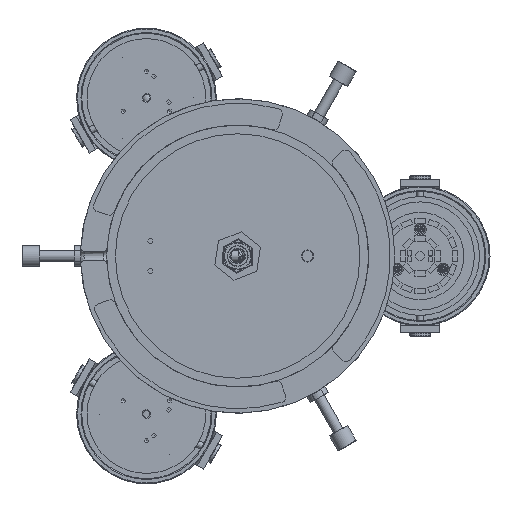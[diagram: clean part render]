
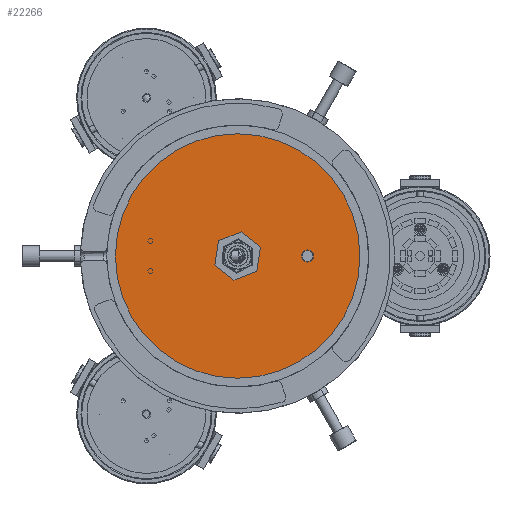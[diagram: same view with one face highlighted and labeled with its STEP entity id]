
A CAD part, front view. The second image highlights one B-rep face of the part: STEP entity #22266.
In plain terms, the highlighted planar face has unit normal (0, -1, 0).
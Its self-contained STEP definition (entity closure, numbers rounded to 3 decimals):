
#941=FACE_BOUND('',#3426,.T.);
#942=FACE_BOUND('',#3427,.T.);
#1126=PLANE('',#24278);
#2099=FACE_OUTER_BOUND('',#3425,.T.);
#3425=EDGE_LOOP('',(#15672));
#3426=EDGE_LOOP('',(#15673));
#3427=EDGE_LOOP('',(#15674));
#9114=CIRCLE('',#24262,3.);
#9119=CIRCLE('',#24273,8.5);
#9122=CIRCLE('',#24277,70.);
#10049=VERTEX_POINT('',#34688);
#10054=VERTEX_POINT('',#34707);
#10057=VERTEX_POINT('',#34715);
#12223=EDGE_CURVE('',#10049,#10049,#9114,.T.);
#12230=EDGE_CURVE('',#10054,#10054,#9119,.T.);
#12235=EDGE_CURVE('',#10057,#10057,#9122,.T.);
#15672=ORIENTED_EDGE('',*,*,#12235,.T.);
#15673=ORIENTED_EDGE('',*,*,#12223,.T.);
#15674=ORIENTED_EDGE('',*,*,#12230,.T.);
#22266=ADVANCED_FACE('',(#2099,#941,#942),#1126,.F.);
#24262=AXIS2_PLACEMENT_3D('',#34690,#26922,#26923);
#24273=AXIS2_PLACEMENT_3D('',#34708,#26946,#26947);
#24277=AXIS2_PLACEMENT_3D('',#34717,#26956,#26957);
#24278=AXIS2_PLACEMENT_3D('',#34718,#26958,#26959);
#26922=DIRECTION('center_axis',(0.,1.,0.));
#26923=DIRECTION('ref_axis',(-1.,0.,0.));
#26946=DIRECTION('center_axis',(0.,1.,0.));
#26947=DIRECTION('ref_axis',(-1.,0.,0.));
#26956=DIRECTION('center_axis',(0.,-1.,0.));
#26957=DIRECTION('ref_axis',(1.,0.,0.));
#26958=DIRECTION('center_axis',(0.,1.,0.));
#26959=DIRECTION('ref_axis',(0.,0.,1.));
#34688=CARTESIAN_POINT('',(43.,0.,0.));
#34690=CARTESIAN_POINT('Origin',(40.,0.,0.));
#34707=CARTESIAN_POINT('',(8.5,0.,0.));
#34708=CARTESIAN_POINT('Origin',(0.,0.,0.));
#34715=CARTESIAN_POINT('',(-70.,0.,0.));
#34717=CARTESIAN_POINT('Origin',(0.,0.,0.));
#34718=CARTESIAN_POINT('Origin',(0.,0.,0.));
